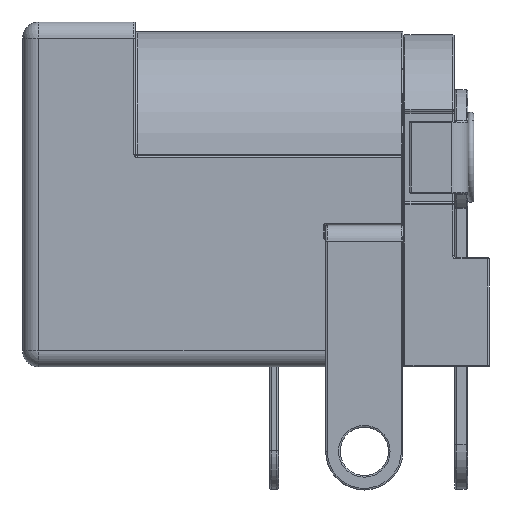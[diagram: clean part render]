
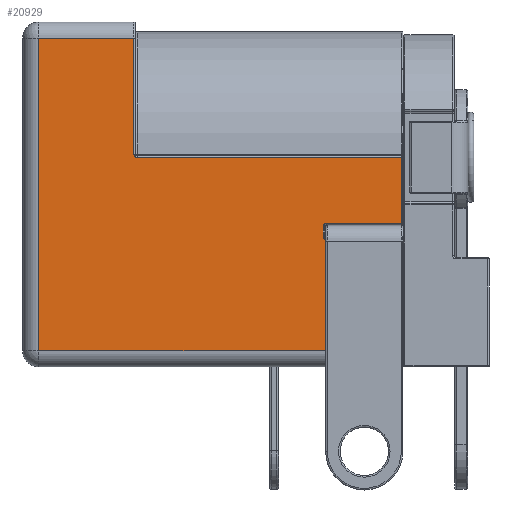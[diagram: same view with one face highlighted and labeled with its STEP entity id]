
A CAD part, front view. The second image highlights one B-rep face of the part: STEP entity #20929.
In plain terms, the highlighted face is planar.
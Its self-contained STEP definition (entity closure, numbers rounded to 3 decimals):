
#17724 = EDGE_CURVE('',#17725,#17727,#17729,.T.);
#17725 = VERTEX_POINT('',#17726);
#17726 = CARTESIAN_POINT('',(4.5,-4.29,4.15));
#17727 = VERTEX_POINT('',#17728);
#17728 = CARTESIAN_POINT('',(4.5,-4.19,4.05));
#17729 = CIRCLE('',#17730,0.1);
#17730 = AXIS2_PLACEMENT_3D('',#17731,#17732,#17733);
#17731 = CARTESIAN_POINT('',(4.5,-4.19,4.15));
#17732 = DIRECTION('',(1.,0.,0.));
#17733 = DIRECTION('',(0.,-0.707,
    -0.707));
#17769 = VERTEX_POINT('',#17770);
#17770 = CARTESIAN_POINT('',(4.5,-1.86,4.05));
#17786 = EDGE_CURVE('',#17727,#17769,#17787,.T.);
#17787 = LINE('',#17788,#17789);
#17788 = CARTESIAN_POINT('',(4.5,-7.71,4.05));
#17789 = VECTOR('',#17790,1.);
#17790 = DIRECTION('',(0.,1.,0.));
#18447 = VERTEX_POINT('',#18448);
#18448 = CARTESIAN_POINT('',(4.5,-4.19,4.55));
#18455 = EDGE_CURVE('',#18447,#18456,#18458,.T.);
#18456 = VERTEX_POINT('',#18457);
#18457 = CARTESIAN_POINT('',(4.5,-4.29,4.45));
#18458 = CIRCLE('',#18459,0.1);
#18459 = AXIS2_PLACEMENT_3D('',#18460,#18461,#18462);
#18460 = CARTESIAN_POINT('',(4.5,-4.19,4.45));
#18461 = DIRECTION('',(1.,0.,0.));
#18462 = DIRECTION('',(0.,-0.707,0.707
    ));
#18480 = VERTEX_POINT('',#18481);
#18481 = CARTESIAN_POINT('',(4.5,-1.86,4.55));
#18488 = EDGE_CURVE('',#18480,#18447,#18489,.T.);
#18489 = LINE('',#18490,#18491);
#18490 = CARTESIAN_POINT('',(4.5,-7.71,4.55));
#18491 = VECTOR('',#18492,1.);
#18492 = DIRECTION('',(0.,-1.,0.));
#18510 = EDGE_CURVE('',#18456,#17725,#18511,.T.);
#18511 = LINE('',#18512,#18513);
#18512 = CARTESIAN_POINT('',(4.5,-4.29,2.2));
#18513 = VECTOR('',#18514,1.);
#18514 = DIRECTION('',(0.,0.,-1.));
#19449 = VERTEX_POINT('',#19450);
#19450 = CARTESIAN_POINT('',(4.5,-1.86,0.6));
#19475 = EDGE_CURVE('',#17769,#19449,#19476,.T.);
#19476 = LINE('',#19477,#19478);
#19477 = CARTESIAN_POINT('',(4.5,-1.86,2.7));
#19478 = VECTOR('',#19479,1.);
#19479 = DIRECTION('',(0.,0.,-1.));
#19667 = VERTEX_POINT('',#19668);
#19668 = CARTESIAN_POINT('',(4.5,-1.86,6.6));
#19825 = EDGE_CURVE('',#19826,#19828,#19830,.T.);
#19826 = VERTEX_POINT('',#19827);
#19827 = CARTESIAN_POINT('',(4.5,-10.16,6.7));
#19828 = VERTEX_POINT('',#19829);
#19829 = CARTESIAN_POINT('',(4.5,-10.06,6.6));
#19830 = CIRCLE('',#19831,0.1);
#19831 = AXIS2_PLACEMENT_3D('',#19832,#19833,#19834);
#19832 = CARTESIAN_POINT('',(4.5,-10.06,6.7));
#19833 = DIRECTION('',(1.,0.,0.));
#19834 = DIRECTION('',(0.,-0.707,
    -0.707));
#19870 = EDGE_CURVE('',#19828,#19667,#19871,.T.);
#19871 = LINE('',#19872,#19873);
#19872 = CARTESIAN_POINT('',(4.5,-6.36,6.6));
#19873 = VECTOR('',#19874,1.);
#19874 = DIRECTION('',(0.,1.,0.));
#19994 = VERTEX_POINT('',#19995);
#19995 = CARTESIAN_POINT('',(4.5,-10.16,10.3));
#20002 = EDGE_CURVE('',#19994,#19826,#20003,.T.);
#20003 = LINE('',#20004,#20005);
#20004 = CARTESIAN_POINT('',(4.5,-10.16,4.413));
#20005 = VECTOR('',#20006,1.);
#20006 = DIRECTION('',(0.,0.,-1.));
#20382 = EDGE_CURVE('',#19667,#18480,#20383,.T.);
#20383 = LINE('',#20384,#20385);
#20384 = CARTESIAN_POINT('',(4.5,-1.86,2.7));
#20385 = VECTOR('',#20386,1.);
#20386 = DIRECTION('',(0.,0.,-1.));
#20543 = VERTEX_POINT('',#20544);
#20544 = CARTESIAN_POINT('',(4.5,-13.11,10.3));
#20551 = EDGE_CURVE('',#20543,#19994,#20552,.T.);
#20552 = LINE('',#20553,#20554);
#20553 = CARTESIAN_POINT('',(4.5,-9.985,10.3));
#20554 = VECTOR('',#20555,1.);
#20555 = DIRECTION('',(0.,1.,0.));
#20788 = VERTEX_POINT('',#20789);
#20789 = CARTESIAN_POINT('',(4.5,-13.11,0.6));
#20838 = EDGE_CURVE('',#19449,#20788,#20839,.T.);
#20839 = LINE('',#20840,#20841);
#20840 = CARTESIAN_POINT('',(4.5,-9.985,0.6));
#20841 = VECTOR('',#20842,1.);
#20842 = DIRECTION('',(0.,-1.,0.));
#20885 = EDGE_CURVE('',#20788,#20543,#20886,.T.);
#20886 = LINE('',#20887,#20888);
#20887 = CARTESIAN_POINT('',(4.5,-13.11,0.1));
#20888 = VECTOR('',#20889,1.);
#20889 = DIRECTION('',(0.,0.,1.));
#20929 = ADVANCED_FACE('',(#20930),#20945,.T.);
#20930 = FACE_BOUND('',#20931,.T.);
#20931 = EDGE_LOOP('',(#20932,#20933,#20934,#20935,#20936,#20937,#20938,
    #20939,#20940,#20941,#20942,#20943,#20944));
#20932 = ORIENTED_EDGE('',*,*,#18488,.F.);
#20933 = ORIENTED_EDGE('',*,*,#20382,.F.);
#20934 = ORIENTED_EDGE('',*,*,#19870,.F.);
#20935 = ORIENTED_EDGE('',*,*,#19825,.F.);
#20936 = ORIENTED_EDGE('',*,*,#20002,.F.);
#20937 = ORIENTED_EDGE('',*,*,#20551,.F.);
#20938 = ORIENTED_EDGE('',*,*,#20885,.F.);
#20939 = ORIENTED_EDGE('',*,*,#20838,.F.);
#20940 = ORIENTED_EDGE('',*,*,#19475,.F.);
#20941 = ORIENTED_EDGE('',*,*,#17786,.F.);
#20942 = ORIENTED_EDGE('',*,*,#17724,.F.);
#20943 = ORIENTED_EDGE('',*,*,#18510,.F.);
#20944 = ORIENTED_EDGE('',*,*,#18455,.F.);
#20945 = PLANE('',#20946);
#20946 = AXIS2_PLACEMENT_3D('',#20947,#20948,#20949);
#20947 = CARTESIAN_POINT('',(4.5,-13.61,0.1));
#20948 = DIRECTION('',(1.,0.,0.));
#20949 = DIRECTION('',(0.,1.,0.));
